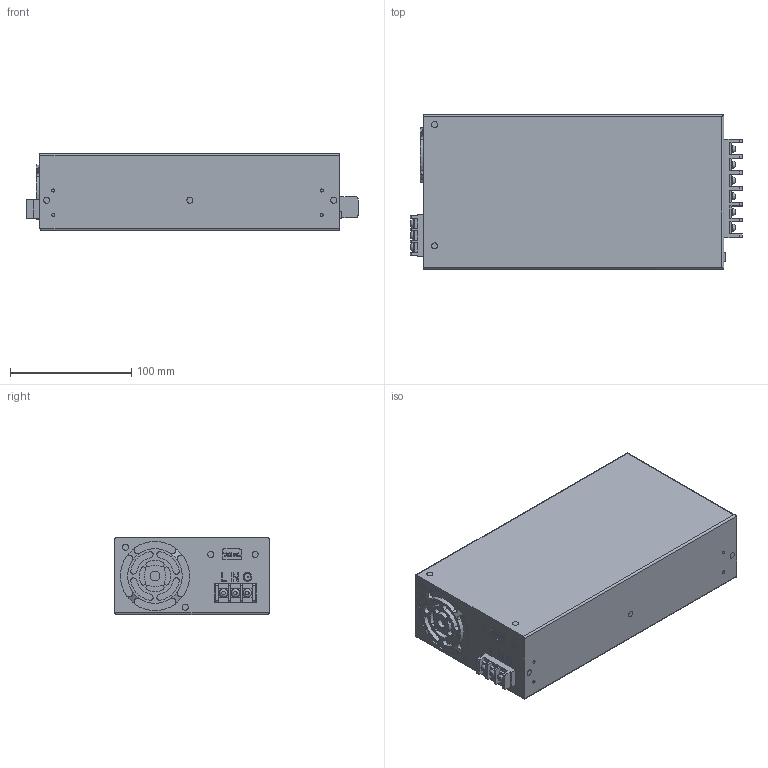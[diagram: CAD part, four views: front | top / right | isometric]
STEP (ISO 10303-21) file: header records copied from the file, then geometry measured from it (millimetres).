
FILE_DESCRIPTION(/* description */ (''),/* implementation_level */ '2;1');
FILE_NAME(/* name */ 'Mean Well SE-600.step',/* time_stamp */ '2019-07-03T15:02:02-04:00',/* author */ (''),/* organization */ (''),/* preprocessor_version */ 'ST-DEVELOPER v18',/* originating_system */ 'Autodesk Translation Framework v8.2.0.1029',/* authorisation */ '');
FILE_SCHEMA (('AUTOMOTIVE_DESIGN { 1 0 10303 214 3 1 1 }'));
Length unit declared in the file: millimetre
Products named in the file (1): MeanWell SE-600-24
Bounding box: 273.5 x 127 x 63.5 mm (x, y, z)
Volume: 2005704.1 mm3; surface area: 118835.1 mm2
Topology: 1 solids, 1 shells, 878 faces, 2267 edges, 1507 vertices
Faces by surface type: plane 526, bspline 195, cylinder 153, cone 4
Full cylindrical faces by diameter (mm): 2.5 x13, 5 x12, 6 x7, 7 x3, 8 x1
Entity records: 28948 total; most frequent: CARTESIAN_POINT 8189, ORIENTED_EDGE 4534, DIRECTION 3591, EDGE_CURVE 2267, LINE 1551, VECTOR 1551, VERTEX_POINT 1507, AXIS2_PLACEMENT_3D 1020
